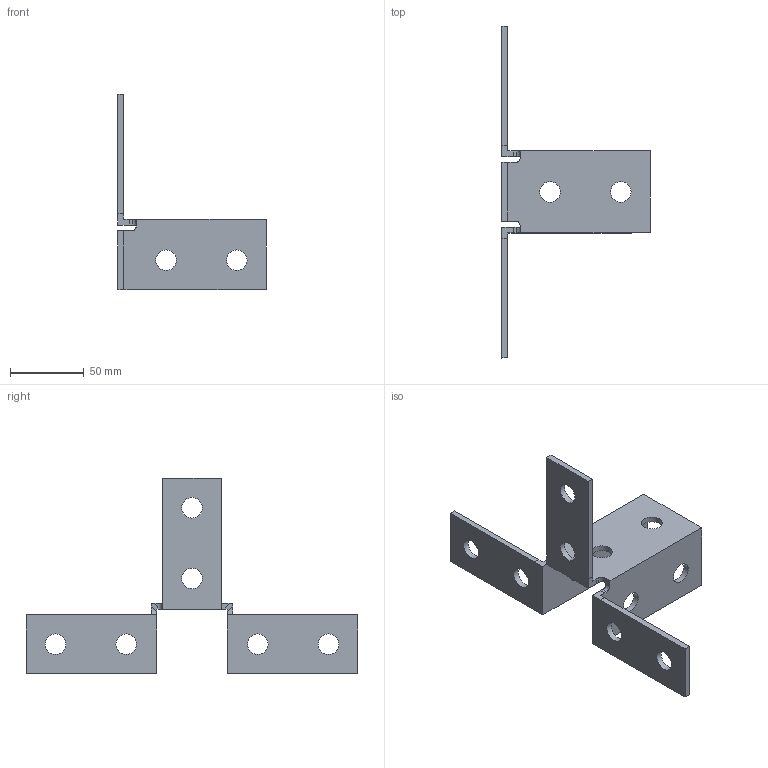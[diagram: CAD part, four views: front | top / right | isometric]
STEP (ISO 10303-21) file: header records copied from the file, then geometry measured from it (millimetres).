
FILE_DESCRIPTION(/* description */ (''),/* implementation_level */ '2;1');
FILE_NAME(/* name */ '3USG4.ipt.stp',/* time_stamp */ '2023-05-17T09:46:56+03:00',/* author */ ('Ртищев А.О.'),/* organization */ (''),/* preprocessor_version */ 'ST-DEVELOPER v19.2',/* originating_system */ 'Autodesk Inventor 2023',/* authorisation */ '');
FILE_SCHEMA (('AUTOMOTIVE_DESIGN { 1 0 10303 214 3 1 1 }'));
Length unit declared in the file: millimetre
Products named in the file (1): Пластина угловая 
тройная усиленная,
 3USG4
Bounding box: 100.84 x 225.27 x 132.63 mm (x, y, z)
Volume: 89937.4 mm3; surface area: 51251.8 mm2
Topology: 1 solids, 1 shells, 56 faces, 162 edges, 108 vertices
Faces by surface type: plane 38, cylinder 12, bspline 6
Full cylindrical faces by diameter (mm): 14 x12
Entity records: 4106 total; most frequent: CARTESIAN_POINT 2570, ORIENTED_EDGE 324, DIRECTION 268, EDGE_CURVE 162, LINE 118, VECTOR 118, VERTEX_POINT 108, EDGE_LOOP 80
